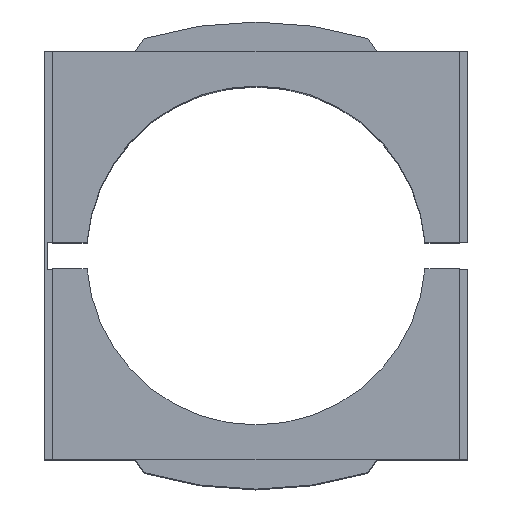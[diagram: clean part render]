
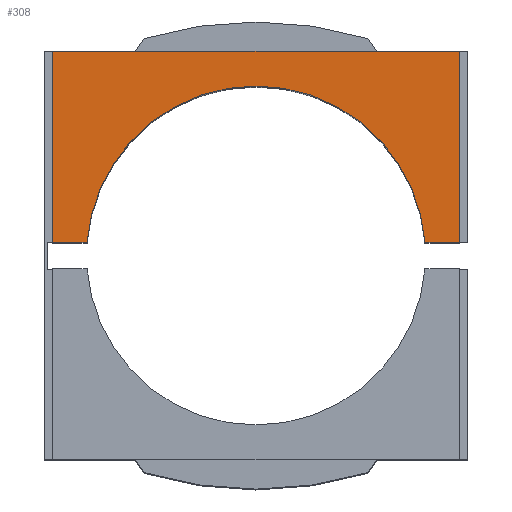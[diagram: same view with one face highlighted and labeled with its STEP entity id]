
A CAD part, top view. The second image highlights one B-rep face of the part: STEP entity #308.
In plain terms, the highlighted planar face has unit normal (0, 0, 1).
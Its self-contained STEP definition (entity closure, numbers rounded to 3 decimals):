
#308 = ADVANCED_FACE( '', ( #672 ), #673, .T. );
#672 = FACE_OUTER_BOUND( '', #1079, .T. );
#673 = PLANE( '', #1080 );
#1079 = EDGE_LOOP( '', ( #2029, #2030, #2031, #2032, #2033, #2034 ) );
#1080 = AXIS2_PLACEMENT_3D( '', #2035, #2036, #2037 );
#2029 = ORIENTED_EDGE( '', *, *, #2889, .F. );
#2030 = ORIENTED_EDGE( '', *, *, #2818, .T. );
#2031 = ORIENTED_EDGE( '', *, *, #2910, .F. );
#2032 = ORIENTED_EDGE( '', *, *, #2911, .T. );
#2033 = ORIENTED_EDGE( '', *, *, #2912, .F. );
#2034 = ORIENTED_EDGE( '', *, *, #2744, .T. );
#2035 = CARTESIAN_POINT( '', ( 0., 11.5, 0. ) );
#2036 = DIRECTION( '', ( 0., 0., 1. ) );
#2037 = DIRECTION( '', ( 1., 0., 0. ) );
#2744 = EDGE_CURVE( '', #3417, #3415, #3418, .T. );
#2818 = EDGE_CURVE( '', #3533, #3531, #3534, .T. );
#2889 = EDGE_CURVE( '', #3533, #3415, #3630, .T. );
#2910 = EDGE_CURVE( '', #3652, #3531, #3653, .T. );
#2911 = EDGE_CURVE( '', #3652, #3654, #3655, .T. );
#2912 = EDGE_CURVE( '', #3417, #3654, #3656, .T. );
#3415 = VERTEX_POINT( '', #4345 );
#3417 = VERTEX_POINT( '', #4348 );
#3418 = LINE( '', #4349, #4350 );
#3531 = VERTEX_POINT( '', #4519 );
#3533 = VERTEX_POINT( '', #4522 );
#3534 = LINE( '', #4523, #4524 );
#3630 = LINE( '', #4667, #4668 );
#3652 = VERTEX_POINT( '', #4699 );
#3653 = LINE( '', #4700, #4701 );
#3654 = VERTEX_POINT( '', #4702 );
#3655 = LINE( '', #4703, #4704 );
#3656 = CIRCLE( '', #4705, 12.625 );
#4345 = CARTESIAN_POINT( '', ( 15.15, 1., 0. ) );
#4348 = CARTESIAN_POINT( '', ( 12.585, 1., 0. ) );
#4349 = CARTESIAN_POINT( '', ( 12.585, 1., 0. ) );
#4350 = VECTOR( '', #5080, 1000. );
#4519 = CARTESIAN_POINT( '', ( -15.15, 15.2, 0. ) );
#4522 = CARTESIAN_POINT( '', ( 15.15, 15.2, 0. ) );
#4523 = CARTESIAN_POINT( '', ( -8.995, 15.2, 0. ) );
#4524 = VECTOR( '', #5150, 1000. );
#4667 = CARTESIAN_POINT( '', ( 15.15, 11.5, 0. ) );
#4668 = VECTOR( '', #5213, 1000. );
#4699 = CARTESIAN_POINT( '', ( -15.15, 1., 0. ) );
#4700 = CARTESIAN_POINT( '', ( -15.15, 11.5, 0. ) );
#4701 = VECTOR( '', #5232, 1000. );
#4702 = CARTESIAN_POINT( '', ( -12.585, 1., 0. ) );
#4703 = CARTESIAN_POINT( '', ( -15.55, 1., 0. ) );
#4704 = VECTOR( '', #5233, 1000. );
#4705 = AXIS2_PLACEMENT_3D( '', #5234, #5235, #5236 );
#5080 = DIRECTION( '', ( 1., 0., 0. ) );
#5150 = DIRECTION( '', ( -1., 0., 0. ) );
#5213 = DIRECTION( '', ( 0., -1., 0. ) );
#5232 = DIRECTION( '', ( 0., 1., 0. ) );
#5233 = DIRECTION( '', ( 1., 0., 0. ) );
#5234 = CARTESIAN_POINT( '', ( 0., 0., 0. ) );
#5235 = DIRECTION( '', ( 0., 0., 1. ) );
#5236 = DIRECTION( '', ( 1., 0., 0. ) );
